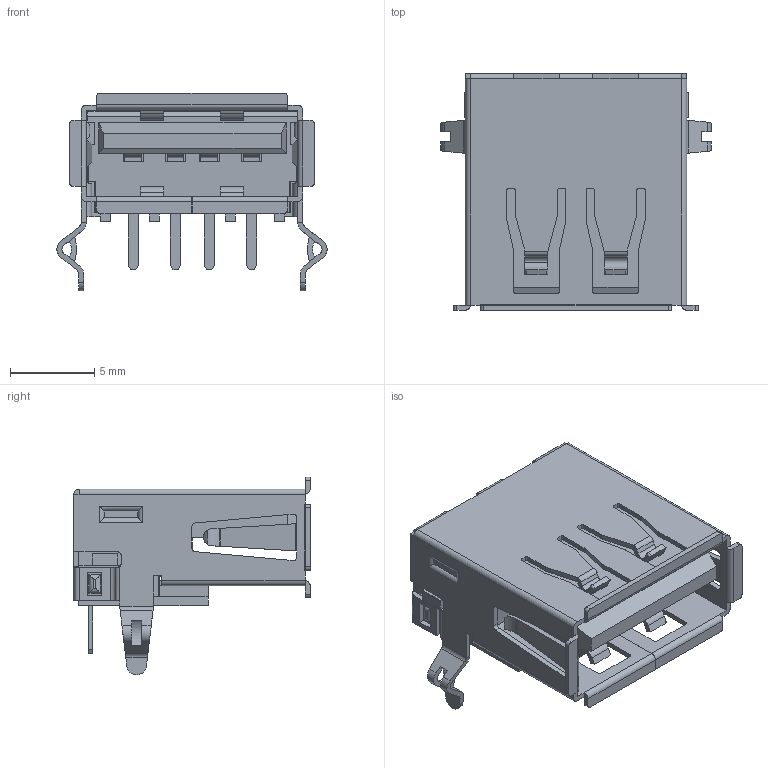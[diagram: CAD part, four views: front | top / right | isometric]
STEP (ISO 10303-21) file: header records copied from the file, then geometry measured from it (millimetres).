
FILE_DESCRIPTION (( 'STEP AP214' ), '1' );
FILE_NAME ('Wurth_USB-A_61400416021.STEP', '2018-11-07T09:30:52', ( '' ), ( '' ), 'SwSTEP 2.0', 'SolidWorks 2016', '' );
FILE_SCHEMA (( 'AUTOMOTIVE_DESIGN' ));
Length unit declared in the file: millimetre
Products named in the file (1): Wurth_USB-A_61400416021
Bounding box: 16 x 14 x 11.7 mm (x, y, z)
Volume: 559.6 mm3; surface area: 1956.2 mm2
Topology: 1 solids, 1 shells, 770 faces, 2245 edges, 1436 vertices
Faces by surface type: plane 501, cylinder 269
Entity records: 33786 total; most frequent: CARTESIAN_POINT 4774, ORIENTED_EDGE 4490, DIRECTION 4116, EDGE_CURVE 2245, VECTOR 1720, LINE 1720, VERTEX_POINT 1436, AXIS2_PLACEMENT_3D 1198
